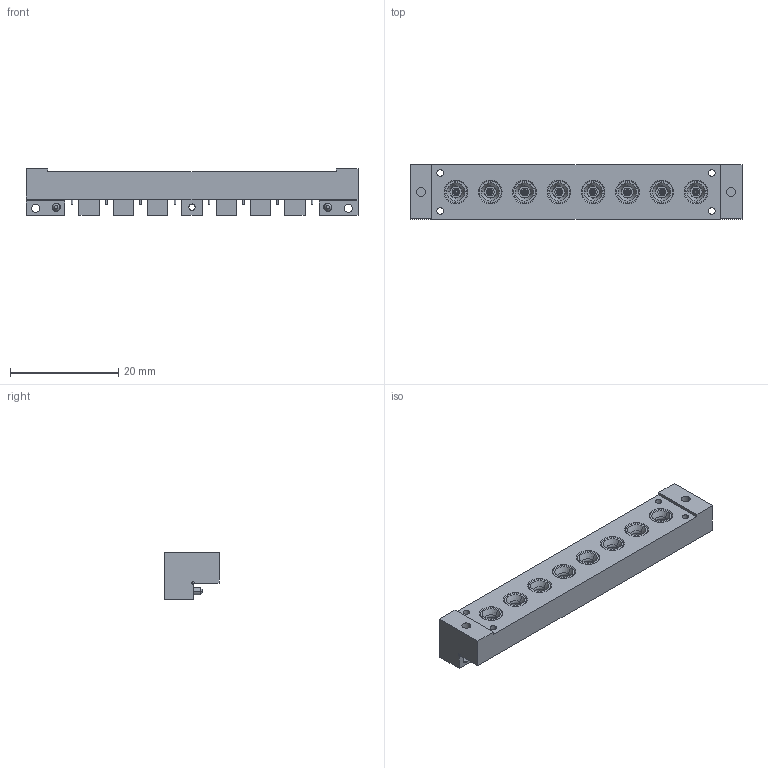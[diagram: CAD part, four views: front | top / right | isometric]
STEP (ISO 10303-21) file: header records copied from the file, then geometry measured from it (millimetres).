
FILE_DESCRIPTION (( 'STEP AP203' ), '1' );
FILE_NAME ('3211-60180.STEP', '2017-05-04T19:42:15', ( '' ), ( '' ), 'SwSTEP 2.0', 'SolidWorks 2016', '' );
FILE_SCHEMA (( 'CONFIG_CONTROL_DESIGN' ));
Length unit declared in the file: inch
Products named in the file (27): 033-32-061; 012-32-217; 244-32-055; 071-32-019; 082-32-001; 3211-60180
Assembly tree (27 placements, depth 2):
  3211-60180
    071-32-019
    012-32-217
    033-32-061
    244-32-055
    012-32-217
    012-32-217
    012-32-217
    012-32-217
    012-32-217
    012-32-217
    012-32-217
    033-32-061
    033-32-061
    033-32-061
    033-32-061
    033-32-061
    033-32-061
    033-32-061
    244-32-055
    244-32-055
    244-32-055
    244-32-055
    244-32-055
    244-32-055
    244-32-055
    082-32-001  x2
Bounding box: 61.47 x 10.01 x 8.62 mm (x, y, z)
Volume: 2405.1 mm3; surface area: 4383.6 mm2
Topology: 43 solids, 43 shells, 3268 faces, 8079 edges, 4918 vertices
Faces by surface type: plane 1491, cylinder 1037, cone 708, torus 16, sphere 16
Entity records: 107326 total; most frequent: CARTESIAN_POINT 28385, ORIENTED_EDGE 16090, DIRECTION 15939, EDGE_CURVE 8045, AXIS2_PLACEMENT_3D 6358, VERTEX_POINT 4908, EDGE_LOOP 3395, FACE_OUTER_BOUND 3258
